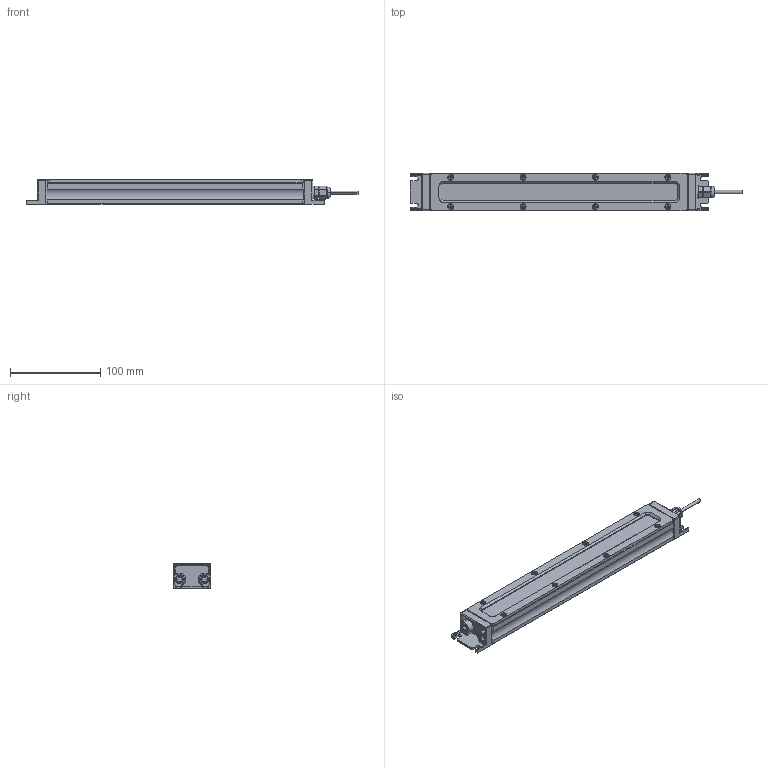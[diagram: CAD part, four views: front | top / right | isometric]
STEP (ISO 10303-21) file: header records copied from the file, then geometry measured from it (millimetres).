
FILE_DESCRIPTION((''),'2;1');
FILE_NAME('NLF13 SERIES.stp','2023-11-28T17:49:50',(''),(''),'Mechanical Desktop 2011','Mechanical Desktop 2011',', , ');
FILE_SCHEMA(('CONFIG_CONTROL_DESIGN'));
Length unit declared in the file: millimetre
Products named in the file (1): Product
Bounding box: 367 x 41 x 27.5 mm (x, y, z)
Volume: 286408.8 mm3; surface area: 86163.3 mm2
Topology: 20 solids, 20 shells, 763 faces, 1961 edges, 1255 vertices
Faces by surface type: plane 300, cylinder 225, cone 124, bspline 77, torus 29, sphere 8
Full cylindrical faces by diameter (mm): 9.865 x4, 11.488 x1
Entity records: 27851 total; most frequent: CARTESIAN_POINT 9278, ORIENTED_EDGE 3906, DIRECTION 3813, EDGE_CURVE 1953, AXIS2_PLACEMENT_3D 1360, VERTEX_POINT 1255, VECTOR 1093, LINE 1093
